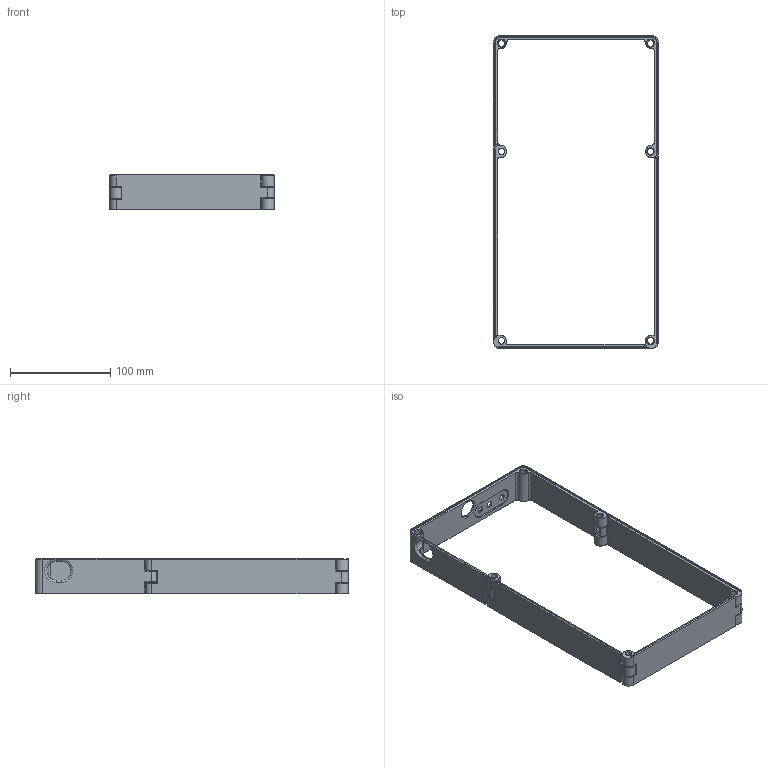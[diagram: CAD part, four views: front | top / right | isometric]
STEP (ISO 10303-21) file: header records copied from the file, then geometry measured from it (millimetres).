
FILE_DESCRIPTION(('FreeCAD Model'),'2;1');
FILE_NAME('Open CASCADE Shape Model','2024-09-18T15:18:02',('Author'),( ''),'Open CASCADE STEP processor 7.6','FreeCAD','Unknown');
FILE_SCHEMA(('AUTOMOTIVE_DESIGN { 1 0 10303 214 1 1 1 1 }'));
Length unit declared in the file: millimetre
Products named in the file (9): Zeptocade_three_panel; Top; Body; Left; Body001; Right; Body002; Bottom; Body003
Assembly tree (8 placements, depth 3):
  Zeptocade_three_panel
    Top
      Body
    Left
      Body001
    Right
      Body002
    Bottom
      Body003
Bounding box: 163.79 x 312.18 x 35.6 mm (x, y, z)
Volume: 131549.7 mm3; surface area: 78455.7 mm2
Topology: 4 solids, 4 shells, 327 faces, 849 edges, 530 vertices
Faces by surface type: cylinder 120, plane 103, cone 79, bspline 13, torus 12
Full cylindrical faces by diameter (mm): 6.1 x3, 6.45 x12, 11 x3
Entity records: 12309 total; most frequent: CARTESIAN_POINT 3931, DIRECTION 1810, ORIENTED_EDGE 1694, EDGE_CURVE 847, AXIS2_PLACEMENT_3D 699, VERTEX_POINT 530, LINE 412, VECTOR 412
